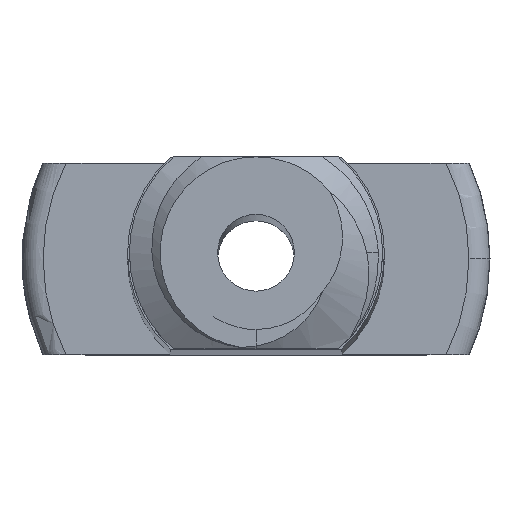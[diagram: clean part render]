
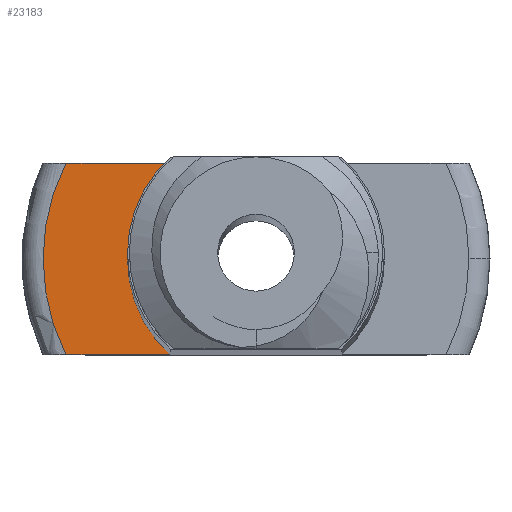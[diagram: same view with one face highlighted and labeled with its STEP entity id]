
A CAD part, top view. The second image highlights one B-rep face of the part: STEP entity #23183.
In plain terms, the highlighted planar face has unit normal (0, 0, 1).
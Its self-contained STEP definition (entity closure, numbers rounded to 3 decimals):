
#5183 = PLANE('',#5184);
#5184 = AXIS2_PLACEMENT_3D('',#5185,#5186,#5187);
#5185 = CARTESIAN_POINT('',(-12.5,-2.5,200.));
#5186 = DIRECTION('',(0.,1.,0.));
#5187 = DIRECTION('',(-1.,0.,0.));
#5972 = PLANE('',#5973);
#5973 = AXIS2_PLACEMENT_3D('',#5974,#5975,#5976);
#5974 = CARTESIAN_POINT('',(-12.5,2.5,200.));
#5975 = DIRECTION('',(0.,-1.,0.));
#5976 = DIRECTION('',(1.,0.,0.));
#7599 = VERTEX_POINT('',#7600);
#7600 = CARTESIAN_POINT('',(-2.23,-2.5,0.));
#7614 = CYLINDRICAL_SURFACE('',#7615,3.35);
#7615 = AXIS2_PLACEMENT_3D('',#7616,#7617,#7618);
#7616 = CARTESIAN_POINT('',(0.,0.,86.1
    ));
#7617 = DIRECTION('',(0.,0.,-1.));
#7618 = DIRECTION('',(1.,0.,0.));
#7626 = EDGE_CURVE('',#7627,#7599,#7629,.T.);
#7627 = VERTEX_POINT('',#7628);
#7628 = CARTESIAN_POINT('',(-4.955,-2.5,0.));
#7629 = SURFACE_CURVE('',#7630,(#7634,#7641),.PCURVE_S1.);
#7630 = LINE('',#7631,#7632);
#7631 = CARTESIAN_POINT('',(-6.25,-2.5,0.));
#7632 = VECTOR('',#7633,1.);
#7633 = DIRECTION('',(1.,0.,0.));
#7634 = PCURVE('',#5183,#7635);
#7635 = DEFINITIONAL_REPRESENTATION('',(#7636),#7640);
#7636 = LINE('',#7637,#7638);
#7637 = CARTESIAN_POINT('',(-6.25,-200.));
#7638 = VECTOR('',#7639,1.);
#7639 = DIRECTION('',(-1.,0.));
#7640 = ( GEOMETRIC_REPRESENTATION_CONTEXT(2) 
PARAMETRIC_REPRESENTATION_CONTEXT() REPRESENTATION_CONTEXT('2D SPACE',''
  ) );
#7641 = PCURVE('',#7642,#7647);
#7642 = PLANE('',#7643);
#7643 = AXIS2_PLACEMENT_3D('',#7644,#7645,#7646);
#7644 = CARTESIAN_POINT('',(0.,0.,
    0.));
#7645 = DIRECTION('',(0.,0.,-1.));
#7646 = DIRECTION('',(1.,0.,0.));
#7647 = DEFINITIONAL_REPRESENTATION('',(#7648),#7652);
#7648 = LINE('',#7649,#7650);
#7649 = CARTESIAN_POINT('',(-6.25,2.5));
#7650 = VECTOR('',#7651,1.);
#7651 = DIRECTION('',(1.,0.));
#7652 = ( GEOMETRIC_REPRESENTATION_CONTEXT(2) 
PARAMETRIC_REPRESENTATION_CONTEXT() REPRESENTATION_CONTEXT('2D SPACE',''
  ) );
#7708 = TOROIDAL_SURFACE('',#7709,5.55,0.55);
#7709 = AXIS2_PLACEMENT_3D('',#7710,#7711,#7712);
#7710 = CARTESIAN_POINT('',(0.,0.,-0.55)
  );
#7711 = DIRECTION('',(0.,0.,1.));
#7712 = DIRECTION('',(1.,0.,0.));
#21876 = VERTEX_POINT('',#21877);
#21877 = CARTESIAN_POINT('',(-2.23,2.5,0.));
#21898 = EDGE_CURVE('',#21899,#21876,#21901,.T.);
#21899 = VERTEX_POINT('',#21900);
#21900 = CARTESIAN_POINT('',(-4.955,2.5,0.));
#21901 = SURFACE_CURVE('',#21902,(#21906,#21913),.PCURVE_S1.);
#21902 = LINE('',#21903,#21904);
#21903 = CARTESIAN_POINT('',(-6.25,2.5,0.));
#21904 = VECTOR('',#21905,1.);
#21905 = DIRECTION('',(1.,0.,0.));
#21906 = PCURVE('',#5972,#21907);
#21907 = DEFINITIONAL_REPRESENTATION('',(#21908),#21912);
#21908 = LINE('',#21909,#21910);
#21909 = CARTESIAN_POINT('',(6.25,-200.));
#21910 = VECTOR('',#21911,1.);
#21911 = DIRECTION('',(1.,0.));
#21912 = ( GEOMETRIC_REPRESENTATION_CONTEXT(2) 
PARAMETRIC_REPRESENTATION_CONTEXT() REPRESENTATION_CONTEXT('2D SPACE',''
  ) );
#21913 = PCURVE('',#7642,#21914);
#21914 = DEFINITIONAL_REPRESENTATION('',(#21915),#21919);
#21915 = LINE('',#21916,#21917);
#21916 = CARTESIAN_POINT('',(-6.25,-2.5));
#21917 = VECTOR('',#21918,1.);
#21918 = DIRECTION('',(1.,0.));
#21919 = ( GEOMETRIC_REPRESENTATION_CONTEXT(2) 
PARAMETRIC_REPRESENTATION_CONTEXT() REPRESENTATION_CONTEXT('2D SPACE',''
  ) );
#23112 = EDGE_CURVE('',#7599,#21876,#23113,.T.);
#23113 = SURFACE_CURVE('',#23114,(#23119,#23126),.PCURVE_S1.);
#23114 = CIRCLE('',#23115,3.35);
#23115 = AXIS2_PLACEMENT_3D('',#23116,#23117,#23118);
#23116 = CARTESIAN_POINT('',(0.,0.,
    0.));
#23117 = DIRECTION('',(0.,0.,-1.));
#23118 = DIRECTION('',(1.,0.,0.));
#23119 = PCURVE('',#7614,#23120);
#23120 = DEFINITIONAL_REPRESENTATION('',(#23121),#23125);
#23121 = LINE('',#23122,#23123);
#23122 = CARTESIAN_POINT('',(0.,86.1));
#23123 = VECTOR('',#23124,1.);
#23124 = DIRECTION('',(1.,0.));
#23125 = ( GEOMETRIC_REPRESENTATION_CONTEXT(2) 
PARAMETRIC_REPRESENTATION_CONTEXT() REPRESENTATION_CONTEXT('2D SPACE',''
  ) );
#23126 = PCURVE('',#7642,#23127);
#23127 = DEFINITIONAL_REPRESENTATION('',(#23128),#23132);
#23128 = CIRCLE('',#23129,3.35);
#23129 = AXIS2_PLACEMENT_2D('',#23130,#23131);
#23130 = CARTESIAN_POINT('',(0.,0.));
#23131 = DIRECTION('',(1.,0.));
#23132 = ( GEOMETRIC_REPRESENTATION_CONTEXT(2) 
PARAMETRIC_REPRESENTATION_CONTEXT() REPRESENTATION_CONTEXT('2D SPACE',''
  ) );
#23183 = ADVANCED_FACE('',(#23184),#7642,.F.);
#23184 = FACE_BOUND('',#23185,.T.);
#23185 = EDGE_LOOP('',(#23186,#23187,#23188,#23189));
#23186 = ORIENTED_EDGE('',*,*,#7626,.T.);
#23187 = ORIENTED_EDGE('',*,*,#23112,.T.);
#23188 = ORIENTED_EDGE('',*,*,#21898,.F.);
#23189 = ORIENTED_EDGE('',*,*,#23190,.F.);
#23190 = EDGE_CURVE('',#7627,#21899,#23191,.T.);
#23191 = SURFACE_CURVE('',#23192,(#23197,#23204),.PCURVE_S1.);
#23192 = CIRCLE('',#23193,5.55);
#23193 = AXIS2_PLACEMENT_3D('',#23194,#23195,#23196);
#23194 = CARTESIAN_POINT('',(0.,0.,
    0.));
#23195 = DIRECTION('',(0.,0.,-1.));
#23196 = DIRECTION('',(1.,0.,0.));
#23197 = PCURVE('',#7642,#23198);
#23198 = DEFINITIONAL_REPRESENTATION('',(#23199),#23203);
#23199 = CIRCLE('',#23200,5.55);
#23200 = AXIS2_PLACEMENT_2D('',#23201,#23202);
#23201 = CARTESIAN_POINT('',(0.,0.));
#23202 = DIRECTION('',(1.,0.));
#23203 = ( GEOMETRIC_REPRESENTATION_CONTEXT(2) 
PARAMETRIC_REPRESENTATION_CONTEXT() REPRESENTATION_CONTEXT('2D SPACE',''
  ) );
#23204 = PCURVE('',#7708,#23205);
#23205 = DEFINITIONAL_REPRESENTATION('',(#23206),#23210);
#23206 = LINE('',#23207,#23208);
#23207 = CARTESIAN_POINT('',(-0.,7.854));
#23208 = VECTOR('',#23209,1.);
#23209 = DIRECTION('',(-1.,0.));
#23210 = ( GEOMETRIC_REPRESENTATION_CONTEXT(2) 
PARAMETRIC_REPRESENTATION_CONTEXT() REPRESENTATION_CONTEXT('2D SPACE',''
  ) );
